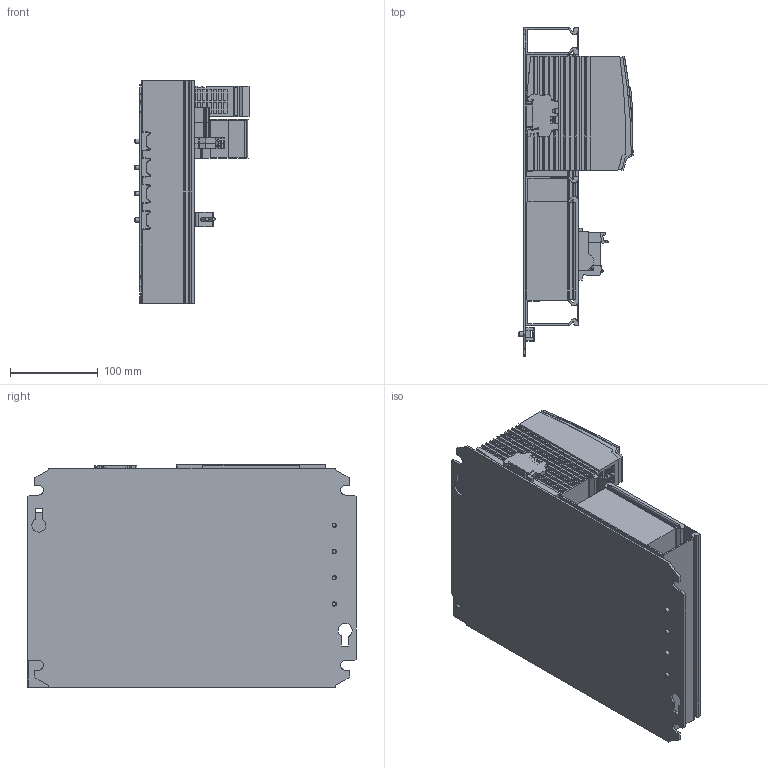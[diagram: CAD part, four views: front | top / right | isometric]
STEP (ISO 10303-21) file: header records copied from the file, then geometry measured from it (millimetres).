
FILE_DESCRIPTION(/* description */ ('STEP AP214'),/* implementation_level */ '2;1');
FILE_NAME(/* name */ '8118455_CMCB-D1-C-S1',/* time_stamp */ '2024-08-05T18:33:34+02:00',/* author */ ('License CC BY-ND 4.0'),/* organization */ ('CADENAS'),/* preprocessor_version */ 'ST-DEVELOPER v19.3',/* originating_system */ 'PARTsolutions',/* authorisation */ ' ');
FILE_SCHEMA (('AUTOMOTIVE_DESIGN {1 0 10303 214 3 1 1}'));
Products named in the file (18): 8118455 CMCB-D1-C-S1---(high_2); 134X_02_00(1)_P6; 8064765 CLIPPFIX-35-5; 8149580 CACN-3A-1-5-G2---(high); 8079822 PNOZS30C24-240VACDC---(CGO); 8118560 5SY4210-6---(CGO); 8074623 PLC-RPT-24DC/21---(CGO); 8072995 CECC-D-BA-p1; 575303 NECC-L2G4-C1-M; 575307 NECC-L2G24-C1; 576031 NECC-S1G9-C2-M; 8066539 PT-2,5; 8066540 PT-2,5-PE; 8066537 D-ST-2,5; 326306 ZKT-TM3S10; 8066533 PTTBS-1,5/S; 8066534 PTTBS-1,5/S-PE; 8066536 D-PTTBS-1,5/S
Assembly tree (44 placements, depth 2):
  8118455 CMCB-D1-C-S1---(high_2)
    134X_02_00(1)_P6
    8064765 CLIPPFIX-35-5  x4
    8149580 CACN-3A-1-5-G2---(high)
    8079822 PNOZS30C24-240VACDC---(CGO)
    8118560 5SY4210-6---(CGO)
    8074623 PLC-RPT-24DC/21---(CGO)  x2
    8072995 CECC-D-BA-p1
    575303 NECC-L2G4-C1-M
    575307 NECC-L2G24-C1
    576031 NECC-S1G9-C2-M
    8066539 PT-2,5  x2
    8066540 PT-2,5-PE
    8066537 D-ST-2,5
    326306 ZKT-TM3S10  x4
    8066533 PTTBS-1,5/S  x19
    8066534 PTTBS-1,5/S-PE  x2
    8066536 D-PTTBS-1,5/S
Bounding box: 130.3 x 375 x 254 mm (x, y, z)
Volume: 2466908.2 mm3; surface area: 929359 mm2
Topology: 44 solids, 44 shells, 9856 faces, 27917 edges, 18524 vertices
Faces by surface type: plane 6662, cylinder 3095, cone 48, torus 40, sphere 11
Full cylindrical faces by diameter (mm): 0.7 x9, 1 x9, 1.2 x2, 1.567 x2, 1.6 x2, 1.8 x2, 1.84 x2, 2 x2, 2.1 x42, 2.156 x2, 2.9 x4, 3 x6, 3.242 x1, 4 x11, 4.134 x4, 4.3 x1, 4.5 x2, 5 x9, 5.3 x4, 5.74 x5, 7.4 x4, 8.5 x4, 9.8 x4
Entity records: 182332 total; most frequent: CARTESIAN_POINT 29504, ORIENTED_EDGE 27464, DIRECTION 26216, EDGE_CURVE 13732, LINE 10450, VECTOR 10450, VERTEX_POINT 9150, AXIS2_PLACEMENT_3D 7883
